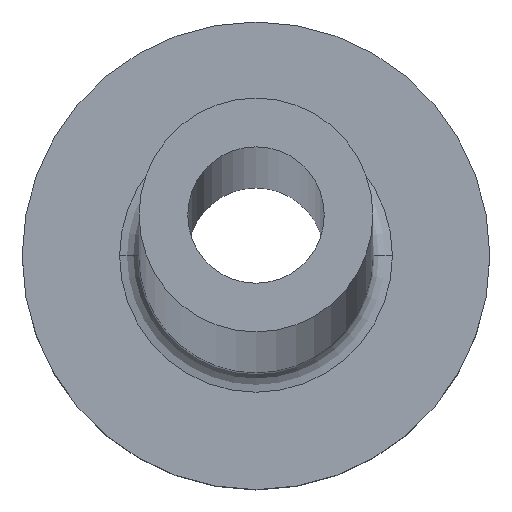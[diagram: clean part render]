
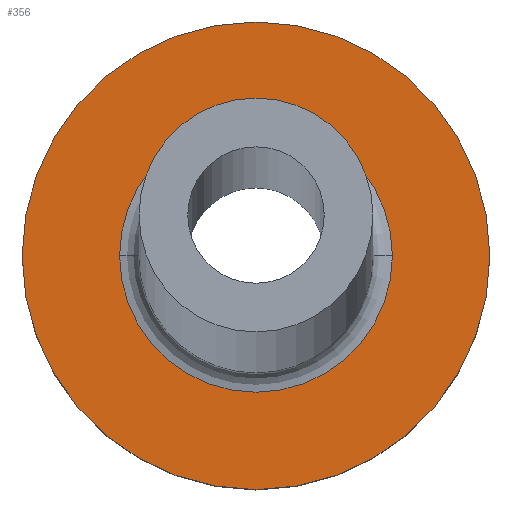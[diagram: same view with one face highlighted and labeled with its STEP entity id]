
A CAD part, top view. The second image highlights one B-rep face of the part: STEP entity #356.
In plain terms, the highlighted planar face has unit normal (0, 0, 1).
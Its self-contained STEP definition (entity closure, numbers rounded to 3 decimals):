
#3 = DIRECTION ( 'NONE',  ( 1., 0., 0. ) ) ;
#12 = ORIENTED_EDGE ( 'NONE', *, *, #197, .T. ) ;
#20 = CARTESIAN_POINT ( 'NONE',  ( 0., 0., 5. ) ) ;
#21 = EDGE_CURVE ( 'NONE', #335, #168, #210, .T. ) ;
#27 = DIRECTION ( 'NONE',  ( 1., 0., 0. ) ) ;
#34 = CIRCLE ( 'NONE', #172, 3.5 ) ;
#49 = VERTEX_POINT ( 'NONE', #305 ) ;
#55 = EDGE_CURVE ( 'NONE', #49, #101, #107, .T. ) ;
#57 = AXIS2_PLACEMENT_3D ( 'NONE', #274, #373, #113 ) ;
#68 = CARTESIAN_POINT ( 'NONE',  ( 0., 0., 5. ) ) ;
#76 = ORIENTED_EDGE ( 'NONE', *, *, #21, .T. ) ;
#87 = AXIS2_PLACEMENT_3D ( 'NONE', #248, #293, #27 ) ;
#92 = FACE_OUTER_BOUND ( 'NONE', #145, .T. ) ;
#97 = ORIENTED_EDGE ( 'NONE', *, *, #55, .T. ) ;
#99 = CARTESIAN_POINT ( 'NONE',  ( -3.5, 0., 5. ) ) ;
#101 = VERTEX_POINT ( 'NONE', #151 ) ;
#107 = CIRCLE ( 'NONE', #87, 6. ) ;
#113 = DIRECTION ( 'NONE',  ( 1., 0., 0. ) ) ;
#119 = CARTESIAN_POINT ( 'NONE',  ( 3.5, 0., 5. ) ) ;
#127 = DIRECTION ( 'NONE',  ( 0., 0., 1. ) ) ;
#145 = EDGE_LOOP ( 'NONE', ( #194, #97 ) ) ;
#151 = CARTESIAN_POINT ( 'NONE',  ( -6., 0., 5. ) ) ;
#156 = PLANE ( 'NONE',  #279 ) ;
#157 = CARTESIAN_POINT ( 'NONE',  ( 0., 0., 5. ) ) ;
#168 = VERTEX_POINT ( 'NONE', #119 ) ;
#172 = AXIS2_PLACEMENT_3D ( 'NONE', #20, #320, #260 ) ;
#185 = DIRECTION ( 'NONE',  ( 1., 0., 0. ) ) ;
#187 = AXIS2_PLACEMENT_3D ( 'NONE', #157, #127, #185 ) ;
#194 = ORIENTED_EDGE ( 'NONE', *, *, #380, .T. ) ;
#197 = EDGE_CURVE ( 'NONE', #168, #335, #34, .T. ) ;
#210 = CIRCLE ( 'NONE', #57, 3.5 ) ;
#237 = FACE_BOUND ( 'NONE', #314, .T. ) ;
#248 = CARTESIAN_POINT ( 'NONE',  ( 0., 0., 5. ) ) ;
#260 = DIRECTION ( 'NONE',  ( 1., 0., 0. ) ) ;
#266 = DIRECTION ( 'NONE',  ( 0., 0., 1. ) ) ;
#274 = CARTESIAN_POINT ( 'NONE',  ( 0., 0., 5. ) ) ;
#279 = AXIS2_PLACEMENT_3D ( 'NONE', #68, #266, #3 ) ;
#293 = DIRECTION ( 'NONE',  ( 0., 0., 1. ) ) ;
#301 = CIRCLE ( 'NONE', #187, 6. ) ;
#305 = CARTESIAN_POINT ( 'NONE',  ( 6., 0., 5. ) ) ;
#314 = EDGE_LOOP ( 'NONE', ( #12, #76 ) ) ;
#320 = DIRECTION ( 'NONE',  ( 0., 0., -1. ) ) ;
#335 = VERTEX_POINT ( 'NONE', #99 ) ;
#356 = ADVANCED_FACE ( 'NONE', ( #237, #92 ), #156, .T. ) ;
#373 = DIRECTION ( 'NONE',  ( 0., 0., -1. ) ) ;
#380 = EDGE_CURVE ( 'NONE', #101, #49, #301, .T. ) ;
